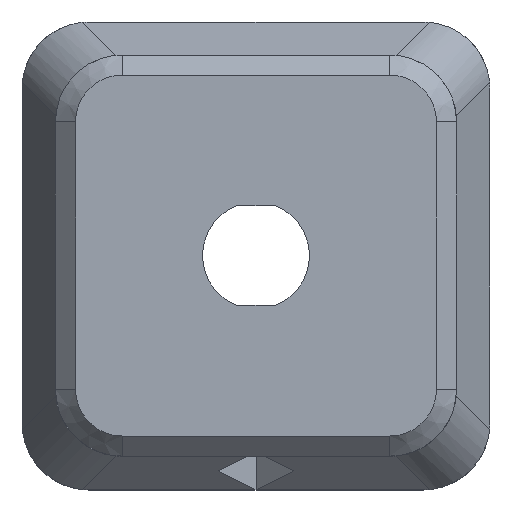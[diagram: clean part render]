
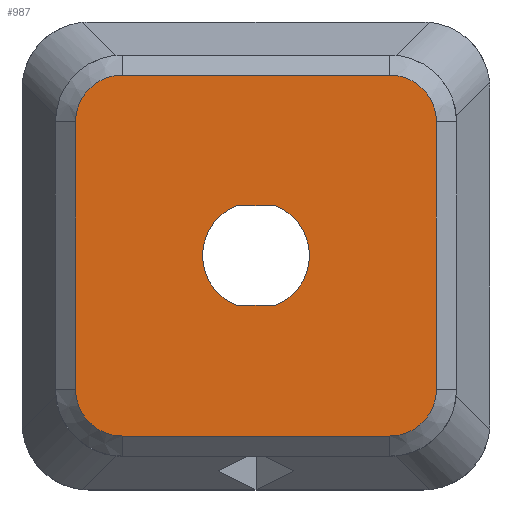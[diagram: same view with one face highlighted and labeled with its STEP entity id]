
A CAD part, top view. The second image highlights one B-rep face of the part: STEP entity #987.
In plain terms, the highlighted planar face has unit normal (0, 0, 1).
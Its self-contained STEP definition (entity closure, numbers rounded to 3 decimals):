
#60=FACE_BOUND('',#163,.T.);
#68=CIRCLE('',#1054,7.);
#70=CIRCLE('',#1058,7.);
#72=CIRCLE('',#1062,7.);
#74=CIRCLE('',#1066,7.);
#75=CIRCLE('',#1078,8.);
#76=CIRCLE('',#1079,8.);
#103=FACE_OUTER_BOUND('',#162,.T.);
#162=EDGE_LOOP('',(#762,#763,#764,#765,#766,#767,#768,#769));
#163=EDGE_LOOP('',(#770,#771,#772,#773));
#232=LINE('',#1521,#336);
#237=LINE('',#1535,#341);
#241=LINE('',#1547,#345);
#245=LINE('',#1559,#349);
#257=LINE('',#1601,#361);
#258=LINE('',#1604,#362);
#336=VECTOR('',#1210,10.);
#341=VECTOR('',#1223,10.);
#345=VECTOR('',#1235,10.);
#349=VECTOR('',#1247,10.);
#361=VECTOR('',#1289,10.);
#362=VECTOR('',#1292,10.);
#434=VERTEX_POINT('',#1518);
#435=VERTEX_POINT('',#1520);
#438=VERTEX_POINT('',#1528);
#440=VERTEX_POINT('',#1533);
#442=VERTEX_POINT('',#1540);
#444=VERTEX_POINT('',#1545);
#446=VERTEX_POINT('',#1552);
#448=VERTEX_POINT('',#1557);
#461=VERTEX_POINT('',#1597);
#462=VERTEX_POINT('',#1598);
#463=VERTEX_POINT('',#1600);
#464=VERTEX_POINT('',#1602);
#536=EDGE_CURVE('',#434,#435,#232,.T.);
#541=EDGE_CURVE('',#438,#434,#68,.T.);
#543=EDGE_CURVE('',#440,#438,#237,.T.);
#547=EDGE_CURVE('',#442,#440,#70,.T.);
#549=EDGE_CURVE('',#444,#442,#241,.T.);
#553=EDGE_CURVE('',#446,#444,#72,.T.);
#555=EDGE_CURVE('',#448,#446,#245,.T.);
#558=EDGE_CURVE('',#435,#448,#74,.T.);
#575=EDGE_CURVE('',#461,#462,#75,.T.);
#576=EDGE_CURVE('',#462,#463,#257,.T.);
#577=EDGE_CURVE('',#463,#464,#76,.T.);
#578=EDGE_CURVE('',#464,#461,#258,.T.);
#762=ORIENTED_EDGE('',*,*,#536,.F.);
#763=ORIENTED_EDGE('',*,*,#541,.F.);
#764=ORIENTED_EDGE('',*,*,#543,.F.);
#765=ORIENTED_EDGE('',*,*,#547,.F.);
#766=ORIENTED_EDGE('',*,*,#549,.F.);
#767=ORIENTED_EDGE('',*,*,#553,.F.);
#768=ORIENTED_EDGE('',*,*,#555,.F.);
#769=ORIENTED_EDGE('',*,*,#558,.F.);
#770=ORIENTED_EDGE('',*,*,#575,.T.);
#771=ORIENTED_EDGE('',*,*,#576,.T.);
#772=ORIENTED_EDGE('',*,*,#577,.T.);
#773=ORIENTED_EDGE('',*,*,#578,.T.);
#943=PLANE('',#1077);
#987=ADVANCED_FACE('',(#103,#60),#943,.T.);
#1054=AXIS2_PLACEMENT_3D('',#1530,#1218,#1219);
#1058=AXIS2_PLACEMENT_3D('',#1542,#1230,#1231);
#1062=AXIS2_PLACEMENT_3D('',#1554,#1242,#1243);
#1066=AXIS2_PLACEMENT_3D('',#1563,#1253,#1254);
#1077=AXIS2_PLACEMENT_3D('',#1596,#1285,#1286);
#1078=AXIS2_PLACEMENT_3D('',#1599,#1287,#1288);
#1079=AXIS2_PLACEMENT_3D('',#1603,#1290,#1291);
#1210=DIRECTION('',(0.,1.,0.));
#1218=DIRECTION('center_axis',(0.,0.,-1.));
#1219=DIRECTION('ref_axis',(-0.707,-0.707,0.));
#1223=DIRECTION('',(-1.,0.,0.));
#1230=DIRECTION('center_axis',(0.,0.,-1.));
#1231=DIRECTION('ref_axis',(0.707,-0.707,0.));
#1235=DIRECTION('',(0.,-1.,0.));
#1242=DIRECTION('center_axis',(0.,0.,-1.));
#1243=DIRECTION('ref_axis',(0.707,0.707,0.));
#1247=DIRECTION('',(1.,0.,0.));
#1253=DIRECTION('center_axis',(0.,0.,-1.));
#1254=DIRECTION('ref_axis',(-0.707,0.707,0.));
#1285=DIRECTION('center_axis',(0.,0.,1.));
#1286=DIRECTION('ref_axis',(1.,0.,0.));
#1287=DIRECTION('center_axis',(0.,0.,-1.));
#1288=DIRECTION('ref_axis',(-0.364,0.931,0.));
#1289=DIRECTION('',(1.,0.,0.));
#1290=DIRECTION('center_axis',(0.,0.,-1.));
#1291=DIRECTION('ref_axis',(0.364,-0.931,0.));
#1292=DIRECTION('',(-1.,0.,0.));
#1518=CARTESIAN_POINT('',(3.,10.,0.));
#1520=CARTESIAN_POINT('',(3.,50.,0.));
#1521=CARTESIAN_POINT('',(3.,15.,0.));
#1528=CARTESIAN_POINT('',(10.,3.,0.));
#1530=CARTESIAN_POINT('Origin',(10.,10.,0.));
#1533=CARTESIAN_POINT('',(50.,3.,0.));
#1535=CARTESIAN_POINT('',(45.,3.,0.));
#1540=CARTESIAN_POINT('',(57.,10.,0.));
#1542=CARTESIAN_POINT('Origin',(50.,10.,0.));
#1545=CARTESIAN_POINT('',(57.,50.,0.));
#1547=CARTESIAN_POINT('',(57.,45.,0.));
#1552=CARTESIAN_POINT('',(50.,57.,0.));
#1554=CARTESIAN_POINT('Origin',(50.,50.,0.));
#1557=CARTESIAN_POINT('',(10.,57.,0.));
#1559=CARTESIAN_POINT('',(15.,57.,0.));
#1563=CARTESIAN_POINT('Origin',(10.,50.,0.));
#1596=CARTESIAN_POINT('Origin',(30.,30.,0.));
#1597=CARTESIAN_POINT('',(27.085,22.55,0.));
#1598=CARTESIAN_POINT('',(27.085,37.45,0.));
#1599=CARTESIAN_POINT('Origin',(30.,30.,0.));
#1600=CARTESIAN_POINT('',(32.915,37.45,0.));
#1601=CARTESIAN_POINT('',(27.085,37.45,0.));
#1602=CARTESIAN_POINT('',(32.915,22.55,0.));
#1603=CARTESIAN_POINT('Origin',(30.,30.,0.));
#1604=CARTESIAN_POINT('',(32.915,22.55,0.));
